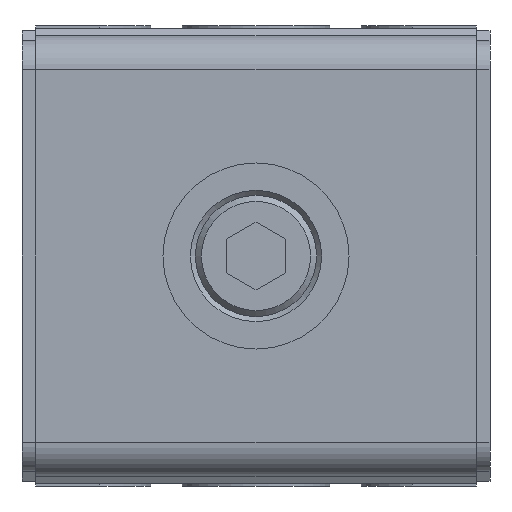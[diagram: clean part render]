
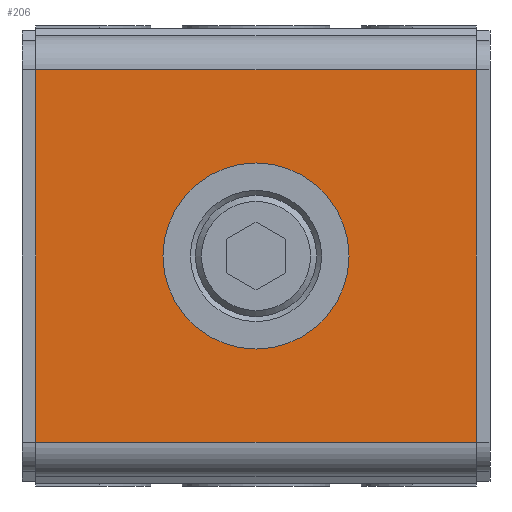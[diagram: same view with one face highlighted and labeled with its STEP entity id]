
A CAD part, front view. The second image highlights one B-rep face of the part: STEP entity #206.
In plain terms, the highlighted planar face has unit normal (0, -1, 0).
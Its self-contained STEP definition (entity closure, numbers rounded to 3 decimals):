
#206 = ADVANCED_FACE( '', ( #575, #576 ), #577, .F. );
#575 = FACE_BOUND( '', #1012, .T. );
#576 = FACE_OUTER_BOUND( '', #1013, .T. );
#577 = PLANE( '', #1014 );
#1012 = EDGE_LOOP( '', ( #2141 ) );
#1013 = EDGE_LOOP( '', ( #2142, #2143, #2144, #2145 ) );
#1014 = AXIS2_PLACEMENT_3D( '', #2146, #2147, #2148 );
#2141 = ORIENTED_EDGE( '', *, *, #2604, .F. );
#2142 = ORIENTED_EDGE( '', *, *, #2872, .T. );
#2143 = ORIENTED_EDGE( '', *, *, #2914, .F. );
#2144 = ORIENTED_EDGE( '', *, *, #2839, .F. );
#2145 = ORIENTED_EDGE( '', *, *, #2915, .T. );
#2146 = CARTESIAN_POINT( '', ( 22.5, 0., 19. ) );
#2147 = DIRECTION( '', ( 0., 1., 0. ) );
#2148 = DIRECTION( '', ( 0., 0., 1. ) );
#2604 = EDGE_CURVE( '', #3089, #3089, #3090, .T. );
#2839 = EDGE_CURVE( '', #3497, #3499, #3500, .T. );
#2872 = EDGE_CURVE( '', #3564, #3562, #3565, .T. );
#2914 = EDGE_CURVE( '', #3499, #3562, #3628, .T. );
#2915 = EDGE_CURVE( '', #3497, #3564, #3629, .T. );
#3089 = VERTEX_POINT( '', #3854 );
#3090 = CIRCLE( '', #3855, 9.5 );
#3497 = VERTEX_POINT( '', #4442 );
#3499 = VERTEX_POINT( '', #4444 );
#3500 = LINE( '', #4445, #4446 );
#3562 = VERTEX_POINT( '', #4534 );
#3564 = VERTEX_POINT( '', #4536 );
#3565 = LINE( '', #4537, #4538 );
#3628 = LINE( '', #4636, #4637 );
#3629 = LINE( '', #4638, #4639 );
#3854 = CARTESIAN_POINT( '', ( 0., 0., -9.5 ) );
#3855 = AXIS2_PLACEMENT_3D( '', #4853, #4854, #4855 );
#4442 = CARTESIAN_POINT( '', ( 22.5, 0., 19. ) );
#4444 = CARTESIAN_POINT( '', ( 22.5, 0., -19. ) );
#4445 = CARTESIAN_POINT( '', ( 22.5, 0., 19. ) );
#4446 = VECTOR( '', #5198, 1000. );
#4534 = CARTESIAN_POINT( '', ( -22.5, 0., -19. ) );
#4536 = CARTESIAN_POINT( '', ( -22.5, 0., 19. ) );
#4537 = CARTESIAN_POINT( '', ( -22.5, 0., 19. ) );
#4538 = VECTOR( '', #5243, 1000. );
#4636 = CARTESIAN_POINT( '', ( 22.5, 0., -19. ) );
#4637 = VECTOR( '', #5297, 1000. );
#4638 = CARTESIAN_POINT( '', ( 22.5, 0., 19. ) );
#4639 = VECTOR( '', #5298, 1000. );
#4853 = CARTESIAN_POINT( '', ( 0., 0., 0. ) );
#4854 = DIRECTION( '', ( 0., -1., 0. ) );
#4855 = DIRECTION( '', ( 0., 0., -1. ) );
#5198 = DIRECTION( '', ( 0., 0., -1. ) );
#5243 = DIRECTION( '', ( 0., 0., -1. ) );
#5297 = DIRECTION( '', ( -1., 0., 0. ) );
#5298 = DIRECTION( '', ( -1., 0., 0. ) );
